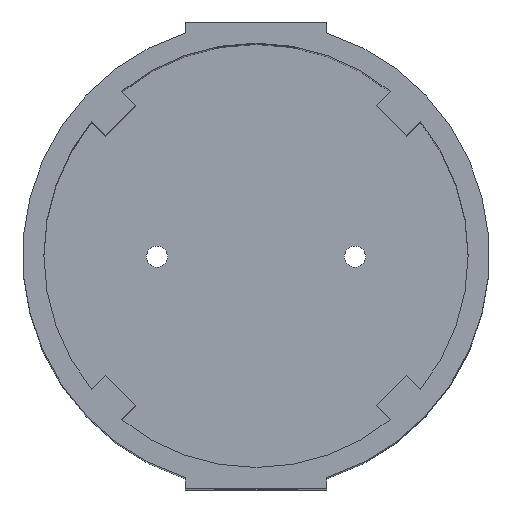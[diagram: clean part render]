
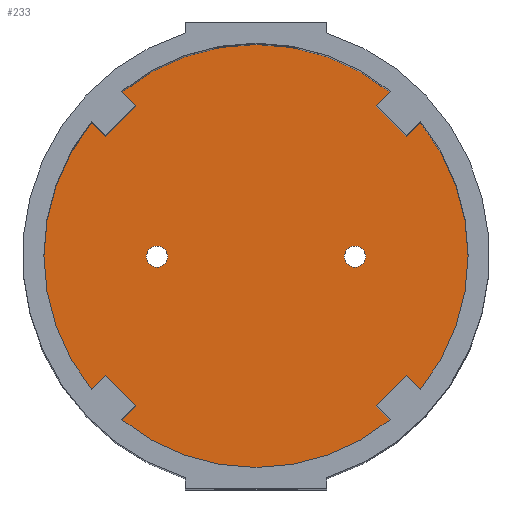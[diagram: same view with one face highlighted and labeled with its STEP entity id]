
A CAD part, top view. The second image highlights one B-rep face of the part: STEP entity #233.
In plain terms, the highlighted planar face has unit normal (0, 0, 1).
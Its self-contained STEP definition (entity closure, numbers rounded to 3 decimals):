
#233=ADVANCED_FACE('',(#688,#690,#692),#694,.F.);
#688=FACE_BOUND('',#689,.T.);
#689=EDGE_LOOP('',(#1069,#1070,#1071,#1072,#1073,#1074,#1075,#1076,#1077,#1078,#1079,
#1080,#1081,#1082,#1083,#1084));
#690=FACE_BOUND('',#691,.T.);
#691=EDGE_LOOP('',(#1085));
#692=FACE_BOUND('',#693,.T.);
#693=EDGE_LOOP('',(#1086));
#694=PLANE('',#695);
#695=AXIS2_PLACEMENT_3D('',#696,#697,#698);
#696=CARTESIAN_POINT('',(0.,0.,0.));
#697=DIRECTION('',(0.,0.,-1.));
#698=DIRECTION('',(-1.,0.,0.));
#1069=ORIENTED_EDGE('',*,*,#1316,.F.);
#1070=ORIENTED_EDGE('',*,*,#1317,.F.);
#1071=ORIENTED_EDGE('',*,*,#1318,.F.);
#1072=ORIENTED_EDGE('',*,*,#1319,.T.);
#1073=ORIENTED_EDGE('',*,*,#1320,.F.);
#1074=ORIENTED_EDGE('',*,*,#1321,.F.);
#1075=ORIENTED_EDGE('',*,*,#1322,.F.);
#1076=ORIENTED_EDGE('',*,*,#1323,.T.);
#1077=ORIENTED_EDGE('',*,*,#1324,.F.);
#1078=ORIENTED_EDGE('',*,*,#1325,.F.);
#1079=ORIENTED_EDGE('',*,*,#1312,.F.);
#1080=ORIENTED_EDGE('',*,*,#1277,.T.);
#1081=ORIENTED_EDGE('',*,*,#1315,.F.);
#1082=ORIENTED_EDGE('',*,*,#1326,.F.);
#1083=ORIENTED_EDGE('',*,*,#1327,.F.);
#1084=ORIENTED_EDGE('',*,*,#1328,.T.);
#1085=ORIENTED_EDGE('',*,*,#1329,.T.);
#1086=ORIENTED_EDGE('',*,*,#1330,.T.);
#1277=EDGE_CURVE('',#1451,#1455,#1457,.T.);
#1312=EDGE_CURVE('',#1451,#1520,#1521,.F.);
#1315=EDGE_CURVE('',#1523,#1455,#1525,.F.);
#1316=EDGE_CURVE('',#1526,#1527,#1528,.F.);
#1317=EDGE_CURVE('',#1529,#1526,#1530,.F.);
#1318=EDGE_CURVE('',#1531,#1529,#1532,.F.);
#1319=EDGE_CURVE('',#1531,#1533,#1534,.T.);
#1320=EDGE_CURVE('',#1535,#1533,#1536,.F.);
#1321=EDGE_CURVE('',#1537,#1535,#1538,.F.);
#1322=EDGE_CURVE('',#1539,#1537,#1540,.F.);
#1323=EDGE_CURVE('',#1539,#1541,#1542,.T.);
#1324=EDGE_CURVE('',#1543,#1541,#1544,.F.);
#1325=EDGE_CURVE('',#1520,#1543,#1545,.F.);
#1326=EDGE_CURVE('',#1546,#1523,#1547,.F.);
#1327=EDGE_CURVE('',#1548,#1546,#1549,.F.);
#1328=EDGE_CURVE('',#1548,#1527,#1550,.T.);
#1329=EDGE_CURVE('',#1551,#1551,#1552,.T.);
#1330=EDGE_CURVE('',#1553,#1553,#1554,.T.);
#1451=VERTEX_POINT('',#1779);
#1455=VERTEX_POINT('',#1788);
#1457=CIRCLE('',#1792,30.);
#1520=VERTEX_POINT('',#1935);
#1521=LINE('',#1936,#1937);
#1523=VERTEX_POINT('',#1942);
#1525=LINE('',#1946,#1947);
#1526=VERTEX_POINT('',#1949);
#1527=VERTEX_POINT('',#1950);
#1528=LINE('',#1951,#1952);
#1529=VERTEX_POINT('',#1954);
#1530=LINE('',#1955,#1956);
#1531=VERTEX_POINT('',#1958);
#1532=LINE('',#1959,#1960);
#1533=VERTEX_POINT('',#1962);
#1534=CIRCLE('',#1963,30.);
#1535=VERTEX_POINT('',#1967);
#1536=LINE('',#1968,#1969);
#1537=VERTEX_POINT('',#1971);
#1538=LINE('',#1972,#1973);
#1539=VERTEX_POINT('',#1975);
#1540=LINE('',#1976,#1977);
#1541=VERTEX_POINT('',#1979);
#1542=CIRCLE('',#1980,30.);
#1543=VERTEX_POINT('',#1984);
#1544=LINE('',#1985,#1986);
#1545=LINE('',#1988,#1989);
#1546=VERTEX_POINT('',#1991);
#1547=LINE('',#1992,#1993);
#1548=VERTEX_POINT('',#1995);
#1549=LINE('',#1996,#1997);
#1550=CIRCLE('',#1999,30.);
#1551=VERTEX_POINT('',#2003);
#1552=CIRCLE('',#2004,1.5);
#1553=VERTEX_POINT('',#2008);
#1554=CIRCLE('',#2009,1.5);
#1779=CARTESIAN_POINT('',(18.986,23.228,0.));
#1788=CARTESIAN_POINT('',(-18.986,23.228,0.));
#1792=AXIS2_PLACEMENT_3D('',#1793,#1794,#1795);
#1793=CARTESIAN_POINT('',(0.,0.,0.));
#1794=DIRECTION('',(0.,0.,1.));
#1795=DIRECTION('',(0.633,0.774,0.));
#1935=CARTESIAN_POINT('',(16.971,21.213,0.));
#1936=CARTESIAN_POINT('',(16.971,21.213,0.));
#1937=VECTOR('',#1938,1.);
#1938=DIRECTION('',(0.707,0.707,0.));
#1942=CARTESIAN_POINT('',(-16.971,21.213,0.));
#1946=CARTESIAN_POINT('',(-18.986,23.228,0.));
#1947=VECTOR('',#1948,1.);
#1948=DIRECTION('',(0.707,-0.707,0.));
#1949=CARTESIAN_POINT('',(-21.213,-16.971,0.));
#1950=CARTESIAN_POINT('',(-23.228,-18.986,0.));
#1951=CARTESIAN_POINT('',(-23.228,-18.986,0.));
#1952=VECTOR('',#1953,1.);
#1953=DIRECTION('',(0.707,0.707,0.));
#1954=CARTESIAN_POINT('',(-16.971,-21.213,0.));
#1955=CARTESIAN_POINT('',(-21.213,-16.971,0.));
#1956=VECTOR('',#1957,1.);
#1957=DIRECTION('',(0.707,-0.707,0.));
#1958=CARTESIAN_POINT('',(-18.986,-23.228,0.));
#1959=CARTESIAN_POINT('',(-16.971,-21.213,0.));
#1960=VECTOR('',#1961,1.);
#1961=DIRECTION('',(-0.707,-0.707,0.));
#1962=CARTESIAN_POINT('',(18.986,-23.228,0.));
#1963=AXIS2_PLACEMENT_3D('',#1964,#1965,#1966);
#1964=CARTESIAN_POINT('',(0.,0.,0.));
#1965=DIRECTION('',(0.,0.,1.));
#1966=DIRECTION('',(-0.633,-0.774,0.));
#1967=CARTESIAN_POINT('',(16.971,-21.213,0.));
#1968=CARTESIAN_POINT('',(18.986,-23.228,0.));
#1969=VECTOR('',#1970,1.);
#1970=DIRECTION('',(-0.707,0.707,0.));
#1971=CARTESIAN_POINT('',(21.213,-16.971,0.));
#1972=CARTESIAN_POINT('',(16.971,-21.213,0.));
#1973=VECTOR('',#1974,1.);
#1974=DIRECTION('',(0.707,0.707,0.));
#1975=CARTESIAN_POINT('',(23.228,-18.986,0.));
#1976=CARTESIAN_POINT('',(21.213,-16.971,0.));
#1977=VECTOR('',#1978,1.);
#1978=DIRECTION('',(0.707,-0.707,0.));
#1979=CARTESIAN_POINT('',(23.228,18.986,0.));
#1980=AXIS2_PLACEMENT_3D('',#1981,#1982,#1983);
#1981=CARTESIAN_POINT('',(0.,0.,0.));
#1982=DIRECTION('',(0.,0.,1.));
#1983=DIRECTION('',(0.774,-0.633,0.));
#1984=CARTESIAN_POINT('',(21.213,16.971,0.));
#1985=CARTESIAN_POINT('',(23.228,18.986,0.));
#1986=VECTOR('',#1987,1.);
#1987=DIRECTION('',(-0.707,-0.707,0.));
#1988=CARTESIAN_POINT('',(21.213,16.971,0.));
#1989=VECTOR('',#1990,1.);
#1990=DIRECTION('',(-0.707,0.707,0.));
#1991=CARTESIAN_POINT('',(-21.213,16.971,0.));
#1992=CARTESIAN_POINT('',(-16.971,21.213,0.));
#1993=VECTOR('',#1994,1.);
#1994=DIRECTION('',(-0.707,-0.707,0.));
#1995=CARTESIAN_POINT('',(-23.228,18.986,0.));
#1996=CARTESIAN_POINT('',(-21.213,16.971,0.));
#1997=VECTOR('',#1998,1.);
#1998=DIRECTION('',(-0.707,0.707,0.));
#1999=AXIS2_PLACEMENT_3D('',#2000,#2001,#2002);
#2000=CARTESIAN_POINT('',(0.,0.,0.));
#2001=DIRECTION('',(0.,0.,1.));
#2002=DIRECTION('',(-0.774,0.633,0.));
#2003=CARTESIAN_POINT('',(14.,1.5,0.));
#2004=AXIS2_PLACEMENT_3D('',#2005,#2006,#2007);
#2005=CARTESIAN_POINT('',(14.,0.,0.));
#2006=DIRECTION('',(0.,0.,-1.));
#2007=DIRECTION('',(0.,1.,0.));
#2008=CARTESIAN_POINT('',(-14.,1.5,0.));
#2009=AXIS2_PLACEMENT_3D('',#2010,#2011,#2012);
#2010=CARTESIAN_POINT('',(-14.,0.,0.));
#2011=DIRECTION('',(0.,0.,-1.));
#2012=DIRECTION('',(0.,1.,0.));
